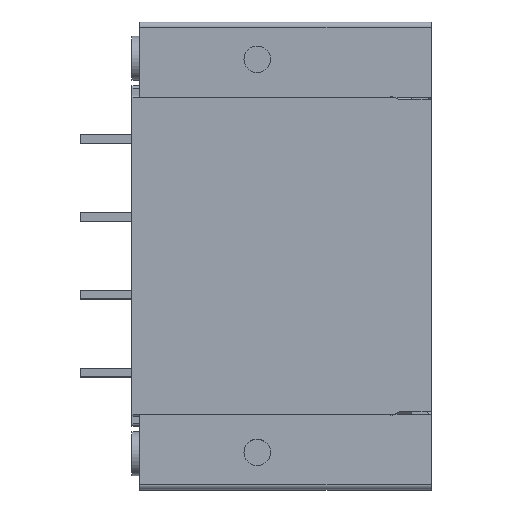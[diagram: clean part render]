
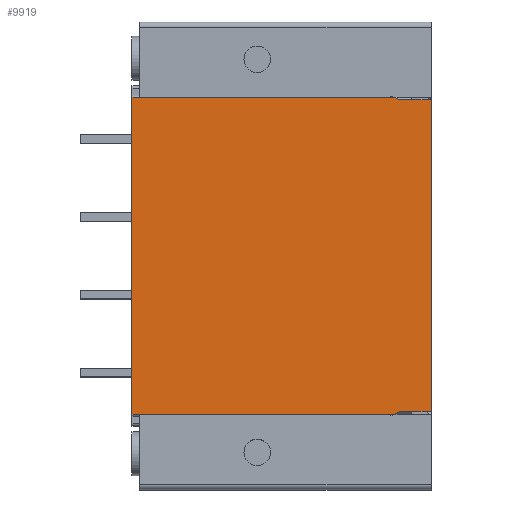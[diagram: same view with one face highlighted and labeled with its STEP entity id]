
A CAD part, top view. The second image highlights one B-rep face of the part: STEP entity #9919.
In plain terms, the highlighted planar face has unit normal (0, 0, 1).
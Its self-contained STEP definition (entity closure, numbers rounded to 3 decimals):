
#790=DIRECTION('',(0.,1.,0.));
#791=VECTOR('',#790,30.48);
#792=CARTESIAN_POINT('',(14.625,1.4,7.145));
#793=LINE('',#792,#791);
#2841=DIRECTION('',(-0.907,0.421,0.));
#2842=VECTOR('',#2841,0.598);
#2843=CARTESIAN_POINT('',(11.525,31.88,7.145));
#2844=LINE('',#2843,#2842);
#2845=DIRECTION('',(-1.,0.,0.));
#2846=VECTOR('',#2845,3.1);
#2847=CARTESIAN_POINT('',(14.625,31.88,7.145));
#2848=LINE('',#2847,#2846);
#2849=DIRECTION('',(-1.,0.,0.));
#2850=VECTOR('',#2849,3.1);
#2851=CARTESIAN_POINT('',(14.625,1.4,7.145));
#2852=LINE('',#2851,#2850);
#2853=DIRECTION('',(-0.907,-0.421,0.));
#2854=VECTOR('',#2853,0.598);
#2855=CARTESIAN_POINT('',(11.525,1.4,7.145));
#2856=LINE('',#2855,#2854);
#2857=DIRECTION('',(1.,0.,0.));
#2858=VECTOR('',#2857,24.858);
#2859=CARTESIAN_POINT('',(-13.875,1.15,7.142));
#2860=LINE('',#2859,#2858);
#2861=DIRECTION('',(-1.,0.,0.001));
#2862=VECTOR('',#2861,0.75);
#2863=CARTESIAN_POINT('',(-13.875,1.15,7.142));
#2864=LINE('',#2863,#2862);
#2865=DIRECTION('',(0.,1.,0.));
#2866=VECTOR('',#2865,30.98);
#2867=CARTESIAN_POINT('',(-14.625,1.15,7.142));
#2868=LINE('',#2867,#2866);
#2869=DIRECTION('',(-1.,0.,0.001));
#2870=VECTOR('',#2869,0.75);
#2871=CARTESIAN_POINT('',(-13.875,32.13,7.141));
#2872=LINE('',#2871,#2870);
#2873=DIRECTION('',(1.,0.,0.));
#2874=VECTOR('',#2873,24.858);
#2875=CARTESIAN_POINT('',(-13.875,32.13,7.141));
#2876=LINE('',#2875,#2874);
#5435=CARTESIAN_POINT('',(14.625,1.4,7.145));
#5436=CARTESIAN_POINT('',(11.525,1.4,7.145));
#5437=VERTEX_POINT('',#5435);
#5438=VERTEX_POINT('',#5436);
#5471=CARTESIAN_POINT('',(-14.625,1.15,7.14));
#5472=VERTEX_POINT('',#5471);
#5493=CARTESIAN_POINT('',(10.983,1.149,7.145));
#5494=VERTEX_POINT('',#5493);
#5503=CARTESIAN_POINT('',(-14.625,32.13,7.14));
#5504=VERTEX_POINT('',#5503);
#5674=CARTESIAN_POINT('',(11.525,31.88,7.145));
#5675=CARTESIAN_POINT('',(10.983,32.131,7.145));
#5676=VERTEX_POINT('',#5674);
#5677=VERTEX_POINT('',#5675);
#5678=CARTESIAN_POINT('',(14.625,31.88,7.145));
#5679=VERTEX_POINT('',#5678);
#6272=CARTESIAN_POINT('',(-13.875,32.13,7.14));
#6273=VERTEX_POINT('',#6272);
#6428=CARTESIAN_POINT('',(-13.875,1.15,7.142));
#6429=VERTEX_POINT('',#6428);
#9897=CARTESIAN_POINT('',(-14.625,0.,7.145));
#9898=DIRECTION('',(0.,0.,1.));
#9899=DIRECTION('',(1.,0.,0.));
#9900=AXIS2_PLACEMENT_3D('',#9897,#9898,#9899);
#9901=PLANE('',#9900);
#9903=ORIENTED_EDGE('',*,*,#9902,.F.);
#9905=ORIENTED_EDGE('',*,*,#9904,.F.);
#9906=ORIENTED_EDGE('',*,*,#7029,.F.);
#9907=ORIENTED_EDGE('',*,*,#9338,.T.);
#9908=ORIENTED_EDGE('',*,*,#9372,.T.);
#9910=ORIENTED_EDGE('',*,*,#9909,.F.);
#9912=ORIENTED_EDGE('',*,*,#9911,.T.);
#9913=ORIENTED_EDGE('',*,*,#9592,.T.);
#9914=ORIENTED_EDGE('',*,*,#9890,.F.);
#9916=ORIENTED_EDGE('',*,*,#9915,.T.);
#9917=EDGE_LOOP('',(#9903,#9905,#9906,#9907,#9908,#9910,#9912,#9913,#9914,
#9916));
#9918=FACE_OUTER_BOUND('',#9917,.F.);
#9919=ADVANCED_FACE('',(#9918),#9901,.T.);
#7029=EDGE_CURVE('',#5437,#5679,#793,.T.);
#9338=EDGE_CURVE('',#5437,#5438,#2852,.T.);
#9372=EDGE_CURVE('',#5438,#5494,#2856,.T.);
#9592=EDGE_CURVE('',#5472,#5504,#2868,.T.);
#9890=EDGE_CURVE('',#6273,#5504,#2872,.T.);
#9902=EDGE_CURVE('',#5676,#5677,#2844,.T.);
#9904=EDGE_CURVE('',#5679,#5676,#2848,.T.);
#9909=EDGE_CURVE('',#6429,#5494,#2860,.T.);
#9911=EDGE_CURVE('',#6429,#5472,#2864,.T.);
#9915=EDGE_CURVE('',#6273,#5677,#2876,.T.);
